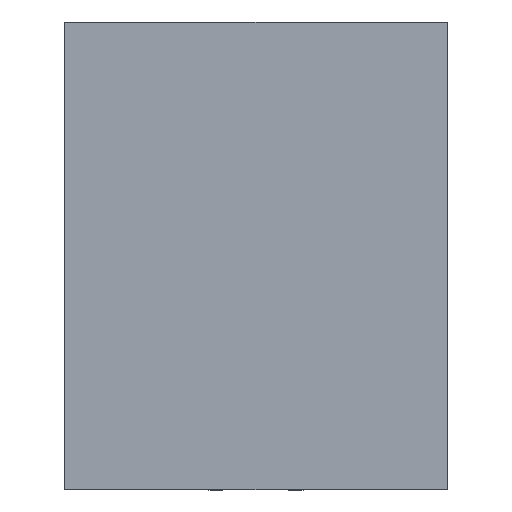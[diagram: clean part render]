
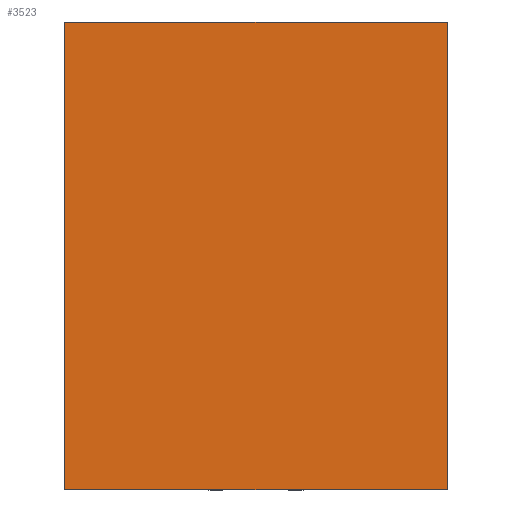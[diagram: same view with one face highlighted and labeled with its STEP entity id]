
A CAD part, front view. The second image highlights one B-rep face of the part: STEP entity #3523.
In plain terms, the highlighted planar face has unit normal (0, -1, 0).
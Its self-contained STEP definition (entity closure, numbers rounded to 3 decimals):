
#2633=CARTESIAN_POINT('',(90.0,-5.,-110.0));
#2634=VERTEX_POINT('',#2633);
#2641=CARTESIAN_POINT('',(-90.0,-5.,-110.0));
#2642=VERTEX_POINT('',#2641);
#2643=CARTESIAN_POINT('',(-90.0,-5.,-110.0));
#2644=DIRECTION('',(1.0,0.0,0.0));
#2645=VECTOR('',#2644,180.0);
#2646=LINE('',#2643,#2645);
#2647=EDGE_CURVE('',#2642,#2634,#2646,.T.);
#2949=CARTESIAN_POINT('',(-90.0,-5.,110.0));
#2950=VERTEX_POINT('',#2949);
#2957=CARTESIAN_POINT('',(90.0,-5.,110.0));
#2958=VERTEX_POINT('',#2957);
#2959=CARTESIAN_POINT('',(90.0,-5.,110.0));
#2960=DIRECTION('',(-1.0,0.0,0.0));
#2961=VECTOR('',#2960,180.0);
#2962=LINE('',#2959,#2961);
#2963=EDGE_CURVE('',#2958,#2950,#2962,.T.);
#3486=CARTESIAN_POINT('',(-90.0,-5.,110.0));
#3487=DIRECTION('',(0.0,0.0,-1.0));
#3488=VECTOR('',#3487,220.0);
#3489=LINE('',#3486,#3488);
#3490=EDGE_CURVE('',#2950,#2642,#3489,.T.);
#3501=CARTESIAN_POINT('',(90.0,-5.,-110.0));
#3502=DIRECTION('',(0.0,0.0,1.0));
#3503=VECTOR('',#3502,220.0);
#3504=LINE('',#3501,#3503);
#3505=EDGE_CURVE('',#2634,#2958,#3504,.T.);
#3512=CARTESIAN_POINT('',(90.0,-5.,0.0));
#3513=DIRECTION('',(0.0,-1.0,0.0));
#3514=DIRECTION('',(0.0,0.0,-1.0));
#3515=AXIS2_PLACEMENT_3D('',#3512,#3513,#3514);
#3516=PLANE('',#3515);
#3517=ORIENTED_EDGE('',*,*,#2963,.T.);
#3518=ORIENTED_EDGE('',*,*,#3490,.T.);
#3519=ORIENTED_EDGE('',*,*,#2647,.T.);
#3520=ORIENTED_EDGE('',*,*,#3505,.T.);
#3521=EDGE_LOOP('',(#3517,#3518,#3519,#3520));
#3522=FACE_OUTER_BOUND('',#3521,.T.);
#3523=ADVANCED_FACE('',(#3522),#3516,.T.);
